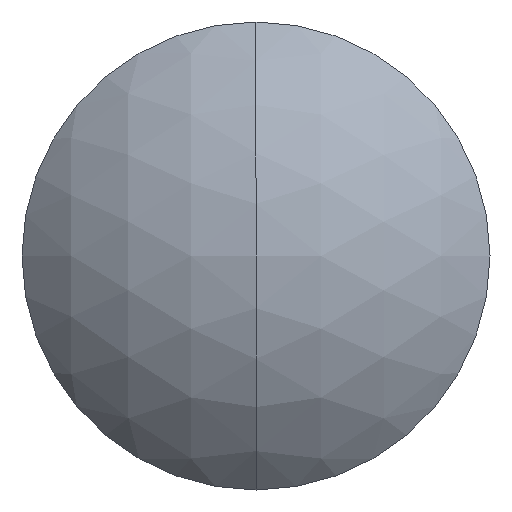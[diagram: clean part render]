
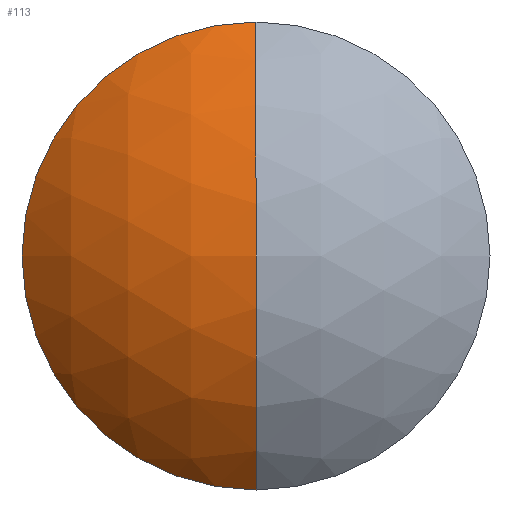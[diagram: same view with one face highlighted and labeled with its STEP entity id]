
A CAD part, left-side view. The second image highlights one B-rep face of the part: STEP entity #113.
In plain terms, the highlighted spherical face has radius 11 mm.
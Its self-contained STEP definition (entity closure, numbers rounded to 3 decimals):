
#3 = DIRECTION ( 'NONE',  ( 1., 0., 0. ) ) ;
#19 = DIRECTION ( 'NONE',  ( 0., 0., -1. ) ) ;
#22 = CARTESIAN_POINT ( 'NONE',  ( -7.52, 0., 0. ) ) ;
#34 = DIRECTION ( 'NONE',  ( 0., 0., -1. ) ) ;
#37 = ORIENTED_EDGE ( 'NONE', *, *, #104, .T. ) ;
#41 = CARTESIAN_POINT ( 'NONE',  ( 0., 0., 0. ) ) ;
#47 = VERTEX_POINT ( 'NONE', #191 ) ;
#52 = DIRECTION ( 'NONE',  ( 0., 0., -1. ) ) ;
#65 = CARTESIAN_POINT ( 'NONE',  ( -7.52, 0., -8.028 ) ) ;
#75 = AXIS2_PLACEMENT_3D ( 'NONE', #22, #3, #52 ) ;
#78 = VERTEX_POINT ( 'NONE', #65 ) ;
#86 = AXIS2_PLACEMENT_3D ( 'NONE', #89, #269, #34 ) ;
#89 = CARTESIAN_POINT ( 'NONE',  ( 0., 0., 0. ) ) ;
#96 = ORIENTED_EDGE ( 'NONE', *, *, #320, .F. ) ;
#104 = EDGE_CURVE ( 'NONE', #47, #222, #324, .T. ) ;
#113 = ADVANCED_FACE ( 'NONE', ( #263 ), #228, .T. ) ;
#133 = ORIENTED_EDGE ( 'NONE', *, *, #189, .F. ) ;
#189 = EDGE_CURVE ( 'NONE', #47, #78, #275, .T. ) ;
#191 = CARTESIAN_POINT ( 'NONE',  ( -11., 0., 0. ) ) ;
#222 = VERTEX_POINT ( 'NONE', #295 ) ;
#228 = SPHERICAL_SURFACE ( 'NONE', #367, 11. ) ;
#233 = DIRECTION ( 'NONE',  ( 0., 1., 0. ) ) ;
#234 = EDGE_LOOP ( 'NONE', ( #133, #37, #96 ) ) ;
#244 = DIRECTION ( 'NONE',  ( 0., 1., 0. ) ) ;
#263 = FACE_OUTER_BOUND ( 'NONE', #234, .T. ) ;
#269 = DIRECTION ( 'NONE',  ( 0., -1., 0. ) ) ;
#271 = CARTESIAN_POINT ( 'NONE',  ( 0., 0., 0. ) ) ;
#275 = CIRCLE ( 'NONE', #86, 11. ) ;
#276 = AXIS2_PLACEMENT_3D ( 'NONE', #271, #244, #339 ) ;
#295 = CARTESIAN_POINT ( 'NONE',  ( -7.52, 0., 8.028 ) ) ;
#309 = CIRCLE ( 'NONE', #75, 8.028 ) ;
#320 = EDGE_CURVE ( 'NONE', #78, #222, #309, .T. ) ;
#324 = CIRCLE ( 'NONE', #276, 11. ) ;
#339 = DIRECTION ( 'NONE',  ( 0., 0., 1. ) ) ;
#367 = AXIS2_PLACEMENT_3D ( 'NONE', #41, #233, #19 ) ;
